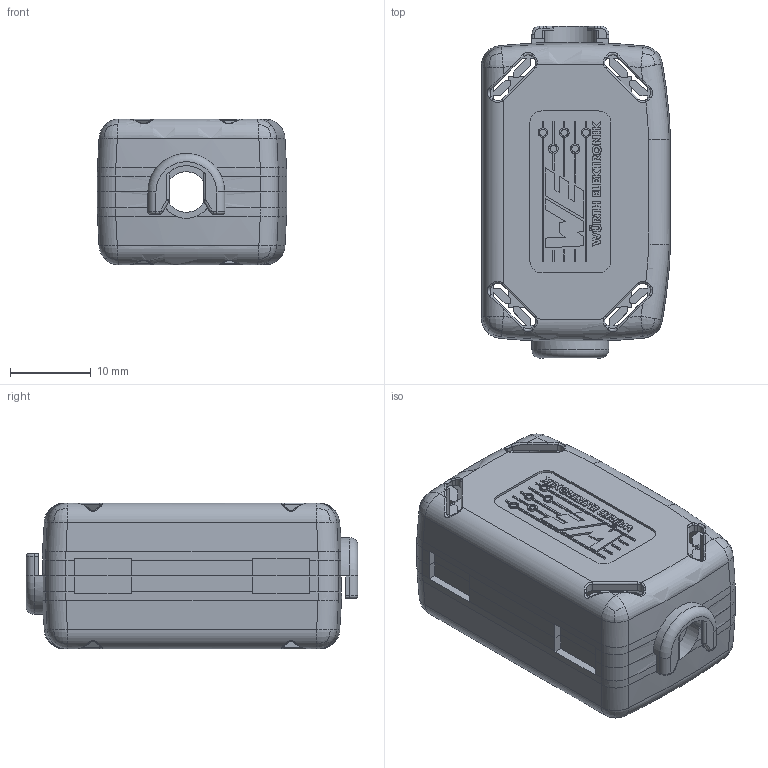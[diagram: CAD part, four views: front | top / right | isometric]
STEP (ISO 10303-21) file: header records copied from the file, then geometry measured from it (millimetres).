
FILE_DESCRIPTION(/* description */ ('Unknown'),/* implementation_level */ '2;1');
FILE_NAME(/* name */ '74272112',/* time_stamp */ '2021-10-25T09:25:49+02:00',/* author */ ('Unknown'),/* organization */ ('Unknown'),/* preprocessor_version */ 'ST-DEVELOPER v16.7',/* originating_system */ 'Solid Edge',/* authorisation */ 'Unknown');
FILE_SCHEMA (('AUTOMOTIVE_DESIGN {1 0 10303 214 3 1 1}'));
Products named in the file (4): 74272112; 74272112_gehäuse2; 74272112_gehäuse1; Kern
Assembly tree (4 placements, depth 2):
  74272112
    74272112_gehäuse2
    74272112_gehäuse1
    Kern  x2
Bounding box: 23.4 x 41 x 18 mm (x, y, z)
Volume: 10869.9 mm3; surface area: 11146.3 mm2
Topology: 4 solids, 4 shells, 2922 faces, 8526 edges, 5677 vertices
Faces by surface type: plane 2445, cylinder 288, bspline 139, torus 36, cone 10, sphere 4
Full cylindrical faces by diameter (mm): 0.843 x5, 2.5 x1, 3 x2, 4 x1
Entity records: 109211 total; most frequent: CARTESIAN_POINT 32528, ORIENTED_EDGE 16984, DIRECTION 14324, EDGE_CURVE 8492, LINE 7470, VECTOR 7470, VERTEX_POINT 5664, AXIS2_PLACEMENT_3D 3427
